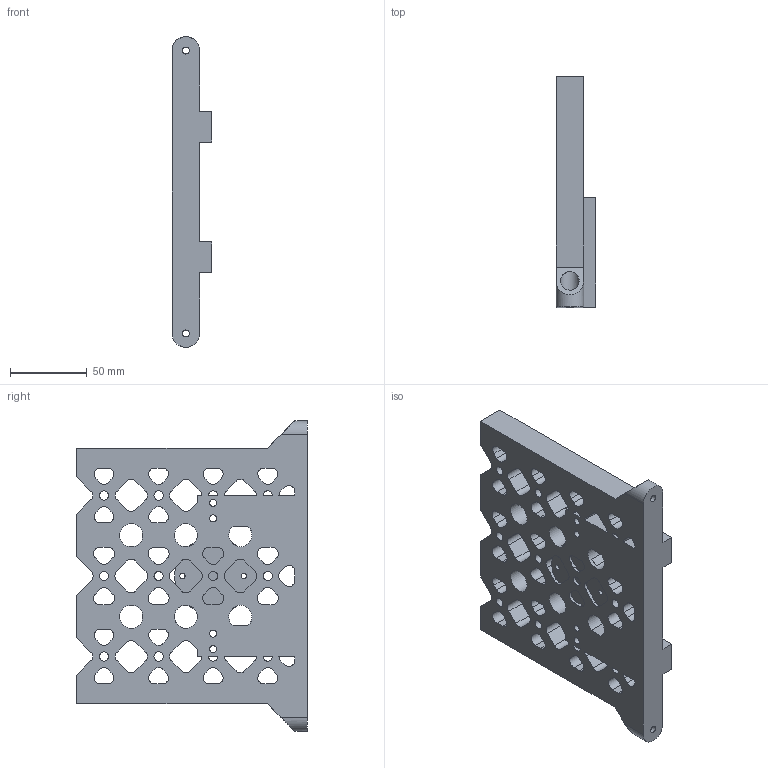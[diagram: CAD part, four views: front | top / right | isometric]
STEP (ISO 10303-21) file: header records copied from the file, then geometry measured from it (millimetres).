
FILE_DESCRIPTION(/* description */ ('','CAx-IF Rec.Pracs.---Representation and Presentation of Product Manufacturing Information (PMI)---4.0---2014-10-13'),/* implementation_level */ '2;1');
FILE_NAME(/* name */ 'sensors-plate_front-support_rgbd-cameras.step',/* time_stamp */ '2024-11-22T22:33:15Z',/* author */ (''),/* organization */ (''),/* preprocessor_version */ 'ST-DEVELOPER v20',/* originating_system */ 'Autodesk Translation Framework v13.20.0.188',/* authorisation */ '');
FILE_SCHEMA (('AP242_MANAGED_MODEL_BASED_3D_ENGINEERING_MIM_LF { 1 0 10303 442 1 1 4 }'));
Length unit declared in the file: millimetre
Products named in the file (1): Sensors Plate Front Support for RGBD Cameras
Bounding box: 26 x 150 x 202 mm (x, y, z)
Volume: 374013 mm3; surface area: 89637 mm2
Topology: 1 solids, 1 shells, 282 faces, 846 edges, 564 vertices
Faces by surface type: cylinder 143, plane 139
Full cylindrical faces by diameter (mm): 3.5 x6, 4.5 x6, 6 x8, 12 x2, 15 x4
Entity records: 9860 total; most frequent: DIRECTION 1706, CARTESIAN_POINT 1693, ORIENTED_EDGE 1692, EDGE_CURVE 846, AXIS2_PLACEMENT_3D 577, VERTEX_POINT 564, LINE 552, VECTOR 552
